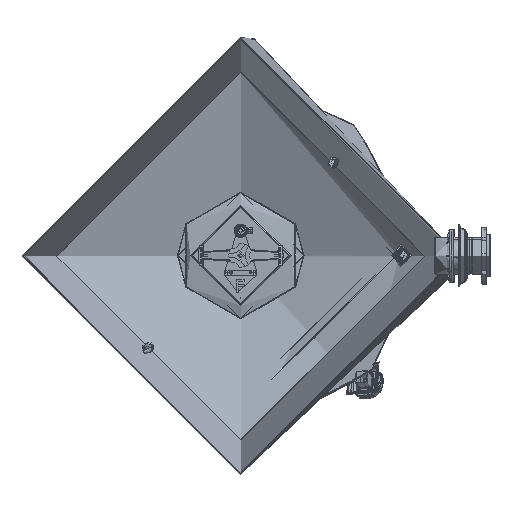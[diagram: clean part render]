
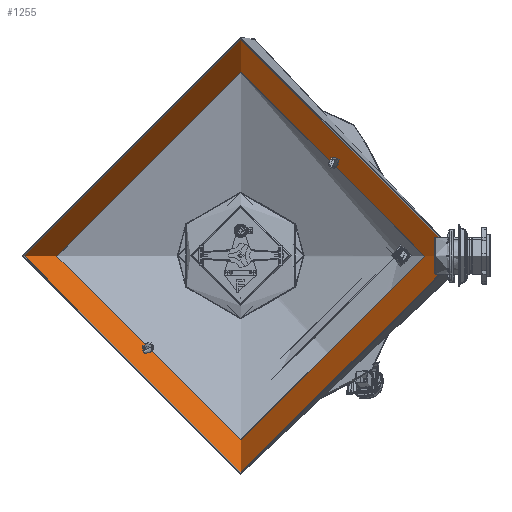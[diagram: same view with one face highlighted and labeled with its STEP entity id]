
A CAD part, top view. The second image highlights one B-rep face of the part: STEP entity #1255.
In plain terms, the highlighted toroidal (fillet/blend) face has major radius 740.674 mm and minor radius 353.332 mm.
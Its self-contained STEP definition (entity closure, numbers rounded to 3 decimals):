
#1255 = ADVANCED_FACE( '', ( #3396, #3397 ), #3398, .F. );
#3396 = FACE_OUTER_BOUND( '', #7457, .T. );
#3397 = FACE_OUTER_BOUND( '', #7458, .T. );
#3398 = TOROIDAL_SURFACE( '', #7459, 740.674, 353.332 );
#7457 = EDGE_LOOP( '', ( #17623 ) );
#7458 = EDGE_LOOP( '', ( #17624 ) );
#7459 = AXIS2_PLACEMENT_3D( '', #17625, #17626, #17627 );
#17623 = ORIENTED_EDGE( '', *, *, #25721, .F. );
#17624 = ORIENTED_EDGE( '', *, *, #25722, .T. );
#17625 = CARTESIAN_POINT( '', ( 0., 0., -361.212 ) );
#17626 = DIRECTION( '', ( 0., 0., -1. ) );
#17627 = DIRECTION( '', ( 0., 1., 0. ) );
#25721 = EDGE_CURVE( '', #28687, #28687, #28688, .T. );
#25722 = EDGE_CURVE( '', #28689, #28689, #28690, .T. );
#28687 = VERTEX_POINT( '', #36378 );
#28688 = CIRCLE( '', #36379, 1093.954 );
#28689 = VERTEX_POINT( '', #36380 );
#28690 = CIRCLE( '', #36381, 928.297 );
#36378 = CARTESIAN_POINT( '', ( 0., 1093.954, -367.278 ) );
#36379 = AXIS2_PLACEMENT_3D( '', #67061, #67062, #67063 );
#36380 = CARTESIAN_POINT( '', ( 0., 928.296, -660.614 ) );
#36381 = AXIS2_PLACEMENT_3D( '', #67064, #67065, #67066 );
#67061 = CARTESIAN_POINT( '', ( 0., 0., -367.277 ) );
#67062 = DIRECTION( '', ( 0., 0., -1. ) );
#67063 = DIRECTION( '', ( 0., 1., 0. ) );
#67064 = CARTESIAN_POINT( '', ( 0., -0.001, -660.614 ) );
#67065 = DIRECTION( '', ( 0., 0., -1. ) );
#67066 = DIRECTION( '', ( 0., 1., 0. ) );
